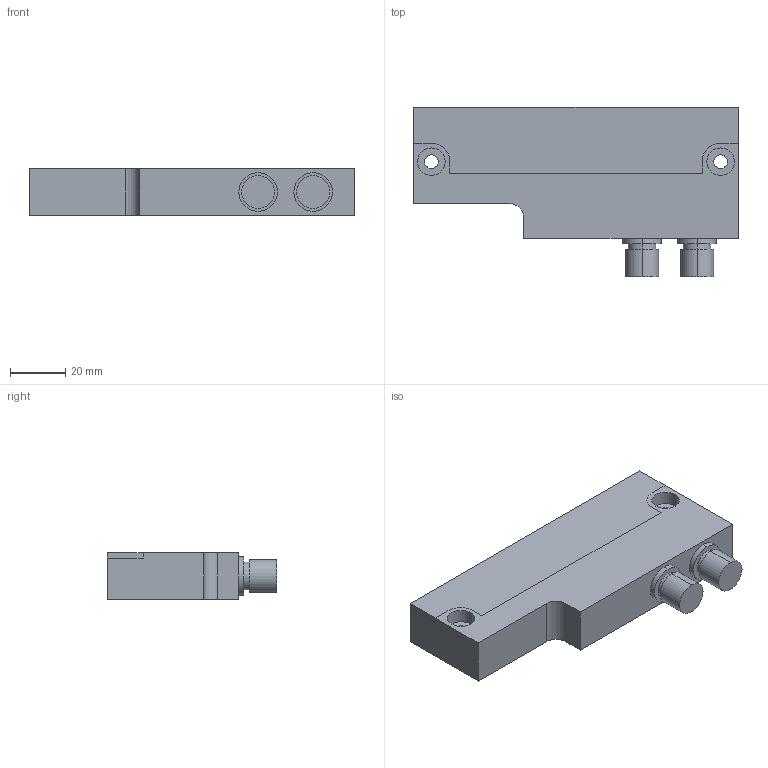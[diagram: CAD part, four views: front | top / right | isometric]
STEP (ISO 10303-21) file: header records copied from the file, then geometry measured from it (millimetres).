
FILE_DESCRIPTION((''),'2;1');
FILE_NAME('FXS7_S000001A_ASM','2006-01-03T',('Pepperl+Fuchs'),('Industriehansa'),'PRO/ENGINEER BY PARAMETRIC TECHNOLOGY CORPORATION, 2005290','PRO/ENGINEER BY PARAMETRIC TECHNOLOGY CORPORATION, 2005290','');
FILE_SCHEMA(('AUTOMOTIVE_DESIGN_CC2 { 1 2 10303 214 -1 1 5 2 }'));
Length unit declared in the file: millimetre
Products named in the file (4): FXS7_S000001A_GRUNDKOERPER; FXS7_S000001A_DECKEL; FXS7_S000001A_INDUKTIV; FXS7_S000001A_ASM
Assembly tree (3 placements, depth 2):
  FXS7_S000001A_ASM
    FXS7_S000001A_GRUNDKOERPER
    FXS7_S000001A_DECKEL
    FXS7_S000001A_INDUKTIV
Bounding box: 118 x 61.5 x 17 mm (x, y, z)
Volume: 77291.4 mm3; surface area: 28516.4 mm2
Topology: 5 solids, 5 shells, 83 faces, 349 edges, 294 vertices
Faces by surface type: plane 58, cylinder 25
Entity records: 4953 total; most frequent: DIRECTION 637, CARTESIAN_POINT 574, PRESENTATION_STYLE_ASSIGNMENT 404, STYLED_ITEM 392, ORIENTED_EDGE 390, CURVE_STYLE 369, VECTOR 251, LINE 251
